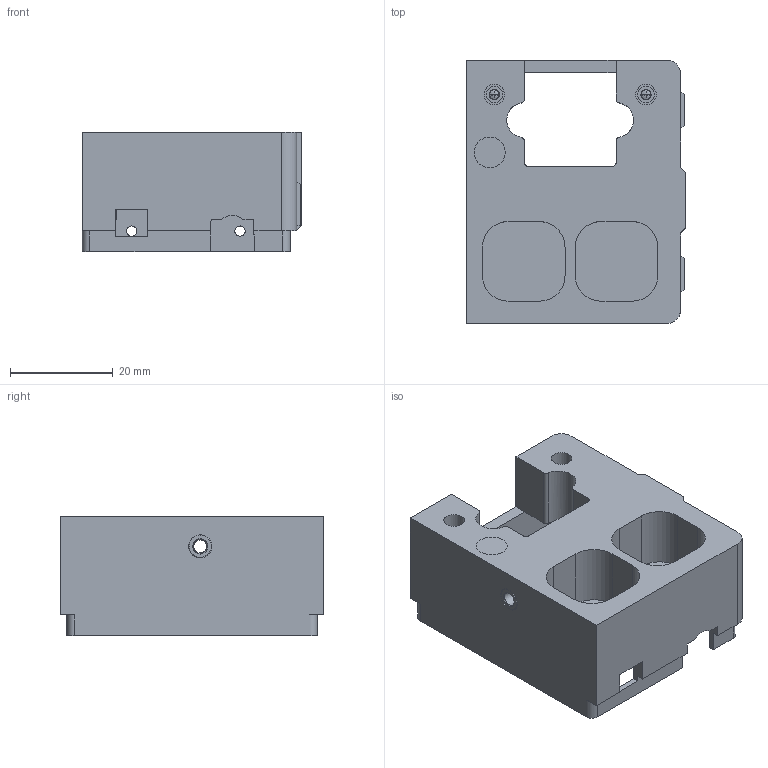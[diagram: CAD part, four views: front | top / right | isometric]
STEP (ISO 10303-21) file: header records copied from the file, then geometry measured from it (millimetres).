
FILE_DESCRIPTION(/* description */ (''),/* implementation_level */ '2;1');
FILE_NAME(/* name */ 'omvh732_front.step',/* time_stamp */ '2023-03-18T10:44:31-07:00',/* author */ (''),/* organization */ (''),/* preprocessor_version */ 'ST-DEVELOPER v19.2',/* originating_system */ 'Autodesk Translation Framework v11.17.0.187',/* authorisation */ '');
FILE_SCHEMA (('AUTOMOTIVE_DESIGN { 1 0 10303 214 3 1 1 }'));
Length unit declared in the file: millimetre
Products named in the file (14): omvh732_front; fasteners (1); M1 Press-fit nut; M1 Press-fit nut_1; 92985A815_Splined Press-Fit Threaded Standoffs with Open End; M1 x 10; M1 washer; M2.5 x 3 spacer; 94669A094_Aluminum Unthreaded Spacer; M1 washer_1; 93475A154_18-8 Stainless Steel Washer; omhv732_lightpipe_front; omvh732_front_fod_filter; omvh732_front_1
Assembly tree (16 placements, depth 4):
  omvh732_front
    fasteners (1)
      M1 Press-fit nut
        92985A815_Splined Press-Fit Threaded Standoffs with Open End
      M1 Press-fit nut_1
        92985A815_Splined Press-Fit Threaded Standoffs with Open End
      M1 x 10  x2
      M1 washer
        93475A154_18-8 Stainless Steel Washer
      M2.5 x 3 spacer
        94669A094_Aluminum Unthreaded Spacer
      M1 washer_1
        93475A154_18-8 Stainless Steel Washer
    omhv732_lightpipe_front
    omvh732_front_fod_filter
    omvh732_front_1
Bounding box: 42.84 x 51.37 x 23.25 mm (x, y, z)
Volume: 18218.4 mm3; surface area: 13811.9 mm2
Topology: 10 solids, 10 shells, 678 faces, 1907 edges, 1254 vertices
Faces by surface type: cylinder 320, plane 276, cone 34, bspline 28, torus 10, sphere 10
Full cylindrical faces by diameter (mm): 1.1 x2, 2 x2, 2.28 x1, 2.38 x5, 2.5 x1, 2.7 x1, 2.995 x2, 4 x4, 4.5 x2, 6 x3
Entity records: 20361 total; most frequent: CARTESIAN_POINT 9623, ORIENTED_EDGE 2340, DIRECTION 2042, EDGE_CURVE 1170, VERTEX_POINT 768, LINE 708, VECTOR 708, AXIS2_PLACEMENT_3D 667
